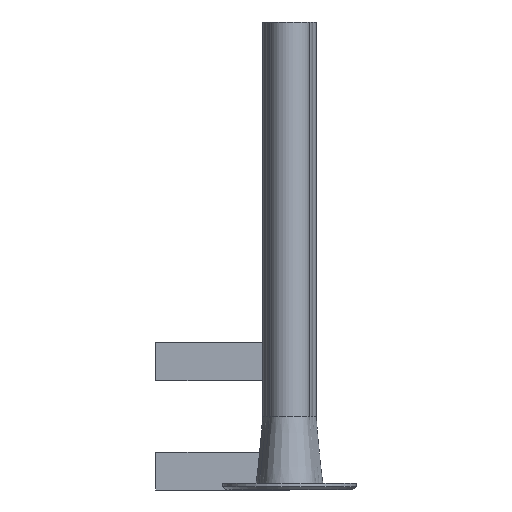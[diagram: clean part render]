
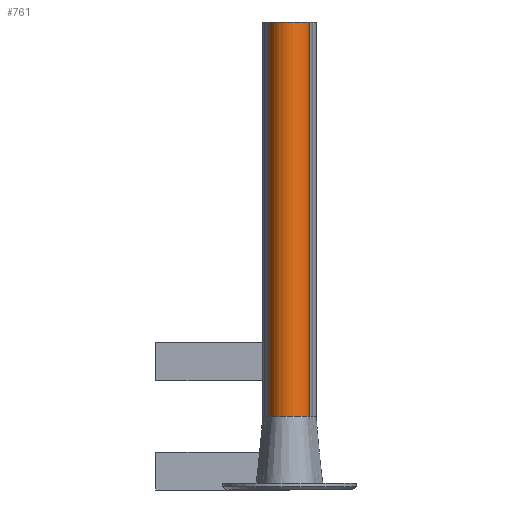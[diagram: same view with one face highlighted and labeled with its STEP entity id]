
A CAD part, left-side view. The second image highlights one B-rep face of the part: STEP entity #761.
In plain terms, the highlighted cylindrical face has radius 3 mm (diameter 6 mm), a full revolution.
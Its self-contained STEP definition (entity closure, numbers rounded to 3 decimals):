
#27=CYLINDRICAL_SURFACE('',#865,3.);
#42=CIRCLE('',#861,3.);
#45=CIRCLE('',#866,3.);
#112=FACE_OUTER_BOUND('',#162,.T.);
#162=EDGE_LOOP('',(#631,#632,#633,#634));
#253=LINE('',#1293,#328);
#328=VECTOR('',#1042,3.);
#382=VERTEX_POINT('',#1282);
#385=VERTEX_POINT('',#1291);
#466=EDGE_CURVE('',#382,#382,#42,.T.);
#470=EDGE_CURVE('',#385,#385,#45,.T.);
#471=EDGE_CURVE('',#385,#382,#253,.T.);
#631=ORIENTED_EDGE('',*,*,#470,.F.);
#632=ORIENTED_EDGE('',*,*,#471,.T.);
#633=ORIENTED_EDGE('',*,*,#466,.F.);
#634=ORIENTED_EDGE('',*,*,#471,.F.);
#761=ADVANCED_FACE('',(#112),#27,.T.);
#861=AXIS2_PLACEMENT_3D('',#1283,#1029,#1030);
#865=AXIS2_PLACEMENT_3D('',#1290,#1038,#1039);
#866=AXIS2_PLACEMENT_3D('',#1292,#1040,#1041);
#1029=DIRECTION('center_axis',(0.,0.,-1.));
#1030=DIRECTION('ref_axis',(1.,0.,0.));
#1038=DIRECTION('center_axis',(0.,0.,1.));
#1039=DIRECTION('ref_axis',(1.,0.,0.));
#1040=DIRECTION('center_axis',(0.,0.,1.));
#1041=DIRECTION('ref_axis',(1.,0.,0.));
#1042=DIRECTION('',(0.,0.,-1.));
#1282=CARTESIAN_POINT('',(-78.,0.,11.));
#1283=CARTESIAN_POINT('Origin',(-75.,0.,11.));
#1290=CARTESIAN_POINT('Origin',(-75.,0.,0.));
#1291=CARTESIAN_POINT('',(-78.,0.,70.));
#1292=CARTESIAN_POINT('Origin',(-75.,0.,70.));
#1293=CARTESIAN_POINT('',(-78.,0.,0.));
